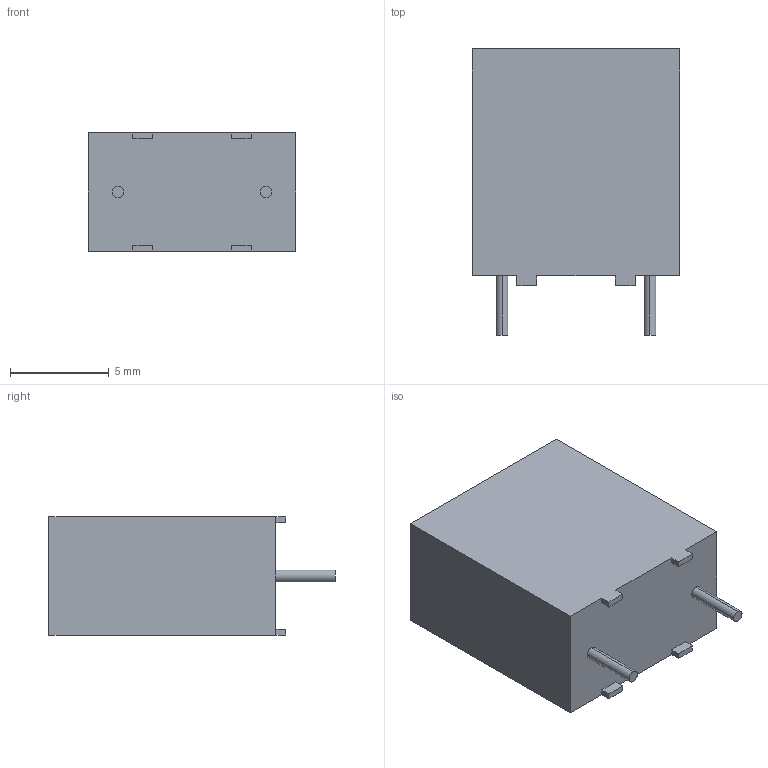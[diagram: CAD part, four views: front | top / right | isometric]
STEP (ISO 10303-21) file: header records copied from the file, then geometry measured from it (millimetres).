
FILE_DESCRIPTION (( 'STEP AP214' ), '1' );
FILE_NAME ('F881KM472M30.STEP', '2013-10-10T13:02:40', ( '' ), ( '' ), 'SwSTEP 2.0', 'SolidWorks 2011', '' );
FILE_SCHEMA (( 'AUTOMOTIVE_DESIGN' ));
Length unit declared in the file: millimetre
Products named in the file (1): F881KM472M30
Bounding box: 10.5 x 14.5 x 6 mm (x, y, z)
Volume: 726.5 mm3; surface area: 526.4 mm2
Topology: 1 solids, 1 shells, 191 faces, 507 edges, 338 vertices
Faces by surface type: plane 126, bspline 61, cylinder 4
Entity records: 11086 total; most frequent: CARTESIAN_POINT 4606, ORIENTED_EDGE 1014, DIRECTION 655, EDGE_CURVE 507, LINE 377, VECTOR 377, VERTEX_POINT 338, EDGE_LOOP 211
